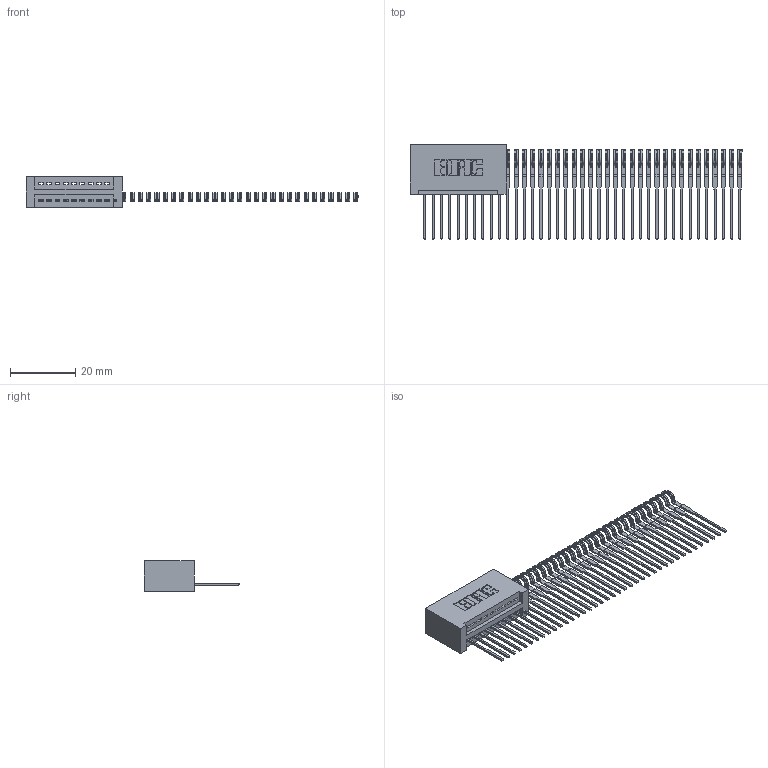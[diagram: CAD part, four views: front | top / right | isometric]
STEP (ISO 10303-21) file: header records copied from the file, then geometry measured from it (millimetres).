
FILE_DESCRIPTION (( 'STEP AP203' ), '1' );
FILE_NAME ('345-039-540-101.STEP', '2018-08-31T23:33:33', ( '' ), ( '' ), 'SwSTEP 2.0', 'SolidWorks 2016', '' );
FILE_SCHEMA (( 'CONFIG_CONTROL_DESIGN' ));
Length unit declared in the file: inch
Products named in the file (3): 345 Part_No Mounting Lugs; 345-292-001_345-293-140; 345-039-540-101
Assembly tree (40 placements, depth 2):
  345-039-540-101
    345 Part_No Mounting Lugs
    345-292-001_345-293-140  x39
Bounding box: 101.73 x 29.13 x 9.4 mm (x, y, z)
Volume: 3508.9 mm3; surface area: 6608.9 mm2
Topology: 40 solids, 40 shells, 1900 faces, 5561 edges, 3654 vertices
Faces by surface type: plane 1216, cylinder 684
Entity records: 11917 total; most frequent: CARTESIAN_POINT 1937, ORIENTED_EDGE 1850, DIRECTION 1767, EDGE_CURVE 925, LINE 765, VECTOR 765, VERTEX_POINT 614, AXIS2_PLACEMENT_3D 501
